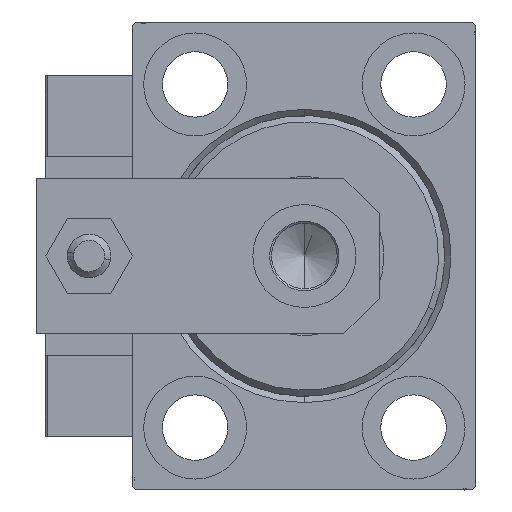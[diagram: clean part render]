
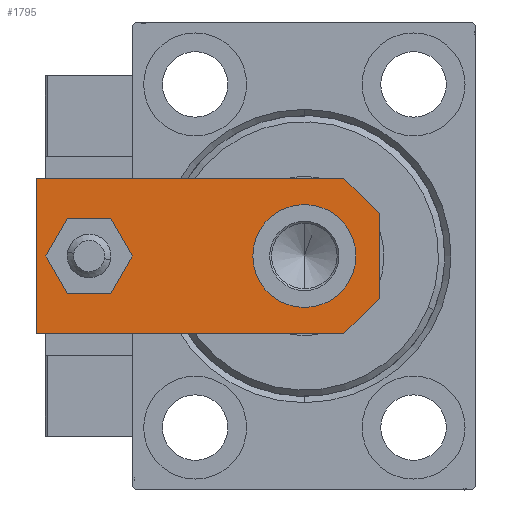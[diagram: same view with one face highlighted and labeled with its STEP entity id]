
A CAD part, left-side view. The second image highlights one B-rep face of the part: STEP entity #1795.
In plain terms, the highlighted face is planar.
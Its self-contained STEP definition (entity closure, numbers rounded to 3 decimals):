
#174 = ORIENTED_EDGE ( 'NONE', *, *, #35731, .F. ) ;
#214 = VECTOR ( 'NONE', #1809, 1000. ) ;
#272 = LINE ( 'NONE', #15693, #31212 ) ;
#732 = VERTEX_POINT ( 'NONE', #30087 ) ;
#1126 = EDGE_LOOP ( 'NONE', ( #45853, #41151 ) ) ;
#1364 = VERTEX_POINT ( 'NONE', #25692 ) ;
#1795 = ADVANCED_FACE ( 'NONE', ( #34460, #14547, #26165 ), #6962, .T. ) ;
#1809 = DIRECTION ( 'NONE',  ( 0., 1., 0. ) ) ;
#1872 = ORIENTED_EDGE ( 'NONE', *, *, #40538, .F. ) ;
#1884 = EDGE_CURVE ( 'NONE', #30171, #33391, #38492, .T. ) ;
#1966 = DIRECTION ( 'NONE',  ( 0., 0., 1. ) ) ;
#2582 = CIRCLE ( 'NONE', #42072, 4. ) ;
#2713 = CARTESIAN_POINT ( 'NONE',  ( -12.5, 5.66, 6. ) ) ;
#2832 = VERTEX_POINT ( 'NONE', #4624 ) ;
#3100 = VERTEX_POINT ( 'NONE', #33851 ) ;
#3674 = DIRECTION ( 'NONE',  ( 1., 0., 0. ) ) ;
#4343 = VERTEX_POINT ( 'NONE', #44106 ) ;
#4624 = CARTESIAN_POINT ( 'NONE',  ( 8.25, 12., 6. ) ) ;
#5591 = CARTESIAN_POINT ( 'NONE',  ( 12.5, 0., 6. ) ) ;
#6402 = LINE ( 'NONE', #21100, #23928 ) ;
#6459 = VERTEX_POINT ( 'NONE', #23413 ) ;
#6962 = PLANE ( 'NONE',  #22315 ) ;
#8250 = DIRECTION ( 'NONE',  ( 0., -1., 0. ) ) ;
#9803 = DIRECTION ( 'NONE',  ( 1., 0., 0. ) ) ;
#10175 = CIRCLE ( 'NONE', #44808, 8.25 ) ;
#11013 = CARTESIAN_POINT ( 'NONE',  ( 0., 0., 6. ) ) ;
#11159 = EDGE_CURVE ( 'NONE', #15765, #3100, #20445, .T. ) ;
#11882 = DIRECTION ( 'NONE',  ( 0., 0., 1. ) ) ;
#12263 = EDGE_LOOP ( 'NONE', ( #1872, #174 ) ) ;
#12478 = VECTOR ( 'NONE', #8250, 1000. ) ;
#12509 = CARTESIAN_POINT ( 'NONE',  ( -3.42, -3.42, 6. ) ) ;
#13680 = EDGE_CURVE ( 'NONE', #4343, #31973, #16130, .T. ) ;
#14547 = FACE_OUTER_BOUND ( 'NONE', #20518, .T. ) ;
#15693 = CARTESIAN_POINT ( 'NONE',  ( 3.42, -3.42, 6. ) ) ;
#15765 = VERTEX_POINT ( 'NONE', #37592 ) ;
#15827 = CARTESIAN_POINT ( 'NONE',  ( -12.5, 55., 6. ) ) ;
#16130 = CIRCLE ( 'NONE', #44321, 4. ) ;
#16435 = CARTESIAN_POINT ( 'NONE',  ( -6.84, 0., 6. ) ) ;
#17148 = ORIENTED_EDGE ( 'NONE', *, *, #49322, .T. ) ;
#17213 = ORIENTED_EDGE ( 'NONE', *, *, #32984, .T. ) ;
#17489 = CARTESIAN_POINT ( 'NONE',  ( 0., 46.5, 6. ) ) ;
#17684 = VECTOR ( 'NONE', #32029, 1000. ) ;
#17885 = ORIENTED_EDGE ( 'NONE', *, *, #1884, .T. ) ;
#19600 = EDGE_CURVE ( 'NONE', #6459, #15765, #47242, .T. ) ;
#20445 = LINE ( 'NONE', #44361, #17684 ) ;
#20518 = EDGE_LOOP ( 'NONE', ( #17148, #17885, #17213, #33756, #37945, #29659 ) ) ;
#20904 = CARTESIAN_POINT ( 'NONE',  ( 0., 46.5, 6. ) ) ;
#21100 = CARTESIAN_POINT ( 'NONE',  ( -12.5, 0., 6. ) ) ;
#21190 = CARTESIAN_POINT ( 'NONE',  ( 0., 12., 6. ) ) ;
#22315 = AXIS2_PLACEMENT_3D ( 'NONE', #11013, #26411, #3674 ) ;
#23006 = DIRECTION ( 'NONE',  ( 1., 0., 0. ) ) ;
#23113 = DIRECTION ( 'NONE',  ( 1., 0., 0. ) ) ;
#23413 = CARTESIAN_POINT ( 'NONE',  ( 12.5, 5.66, 6. ) ) ;
#23928 = VECTOR ( 'NONE', #36470, 1000. ) ;
#25420 = DIRECTION ( 'NONE',  ( 1., 0., 0. ) ) ;
#25692 = CARTESIAN_POINT ( 'NONE',  ( 6.84, 0., 6. ) ) ;
#26165 = FACE_BOUND ( 'NONE', #12263, .T. ) ;
#26411 = DIRECTION ( 'NONE',  ( 0., 0., 1. ) ) ;
#29659 = ORIENTED_EDGE ( 'NONE', *, *, #11159, .T. ) ;
#30087 = CARTESIAN_POINT ( 'NONE',  ( -8.25, 12., 6. ) ) ;
#30171 = VERTEX_POINT ( 'NONE', #2713 ) ;
#30729 = CIRCLE ( 'NONE', #33930, 8.25 ) ;
#30929 = DIRECTION ( 'NONE',  ( 0.707, -0.707, 0. ) ) ;
#31212 = VECTOR ( 'NONE', #47698, 1000. ) ;
#31973 = VERTEX_POINT ( 'NONE', #36891 ) ;
#32029 = DIRECTION ( 'NONE',  ( -1., 0., 0. ) ) ;
#32984 = EDGE_CURVE ( 'NONE', #33391, #1364, #6402, .T. ) ;
#33391 = VERTEX_POINT ( 'NONE', #16435 ) ;
#33756 = ORIENTED_EDGE ( 'NONE', *, *, #34337, .T. ) ;
#33851 = CARTESIAN_POINT ( 'NONE',  ( -12.5, 55., 6. ) ) ;
#33930 = AXIS2_PLACEMENT_3D ( 'NONE', #21190, #1966, #9803 ) ;
#34337 = EDGE_CURVE ( 'NONE', #1364, #6459, #272, .T. ) ;
#34460 = FACE_BOUND ( 'NONE', #1126, .T. ) ;
#35002 = LINE ( 'NONE', #15827, #12478 ) ;
#35207 = DIRECTION ( 'NONE',  ( 0., 0., 1. ) ) ;
#35731 = EDGE_CURVE ( 'NONE', #2832, #732, #10175, .T. ) ;
#36470 = DIRECTION ( 'NONE',  ( 1., 0., 0. ) ) ;
#36891 = CARTESIAN_POINT ( 'NONE',  ( 4., 46.5, 6. ) ) ;
#37592 = CARTESIAN_POINT ( 'NONE',  ( 12.5, 55., 6. ) ) ;
#37945 = ORIENTED_EDGE ( 'NONE', *, *, #19600, .T. ) ;
#38492 = LINE ( 'NONE', #12509, #48341 ) ;
#40538 = EDGE_CURVE ( 'NONE', #732, #2832, #30729, .T. ) ;
#41151 = ORIENTED_EDGE ( 'NONE', *, *, #42312, .F. ) ;
#42072 = AXIS2_PLACEMENT_3D ( 'NONE', #20904, #44577, #25420 ) ;
#42265 = CARTESIAN_POINT ( 'NONE',  ( 0., 12., 6. ) ) ;
#42312 = EDGE_CURVE ( 'NONE', #31973, #4343, #2582, .T. ) ;
#44106 = CARTESIAN_POINT ( 'NONE',  ( -4., 46.5, 6. ) ) ;
#44321 = AXIS2_PLACEMENT_3D ( 'NONE', #17489, #11882, #23006 ) ;
#44361 = CARTESIAN_POINT ( 'NONE',  ( 12.5, 55., 6. ) ) ;
#44577 = DIRECTION ( 'NONE',  ( 0., 0., 1. ) ) ;
#44808 = AXIS2_PLACEMENT_3D ( 'NONE', #42265, #35207, #23113 ) ;
#45853 = ORIENTED_EDGE ( 'NONE', *, *, #13680, .F. ) ;
#47242 = LINE ( 'NONE', #5591, #214 ) ;
#47698 = DIRECTION ( 'NONE',  ( 0.707, 0.707, 0. ) ) ;
#48341 = VECTOR ( 'NONE', #30929, 1000. ) ;
#49322 = EDGE_CURVE ( 'NONE', #3100, #30171, #35002, .T. ) ;
